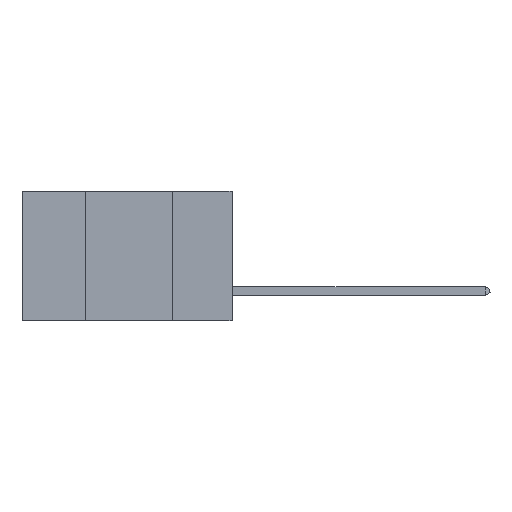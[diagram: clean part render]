
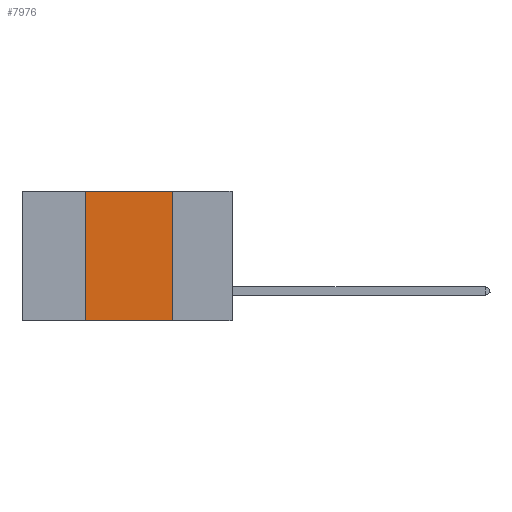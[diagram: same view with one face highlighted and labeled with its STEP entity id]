
A CAD part, left-side view. The second image highlights one B-rep face of the part: STEP entity #7976.
In plain terms, the highlighted planar face has unit normal (-1, 0, 0).
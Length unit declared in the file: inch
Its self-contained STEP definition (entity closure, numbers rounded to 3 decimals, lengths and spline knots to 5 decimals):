
#320 = VERTEX_POINT ( 'NONE', #6821 ) ;
#2007 = VECTOR ( 'NONE', #14686, 39.37008 ) ;
#2124 = ORIENTED_EDGE ( 'NONE', *, *, #10805, .F. ) ;
#3590 = EDGE_CURVE ( 'NONE', #320, #10900, #10879, .T. ) ;
#4006 = CARTESIAN_POINT ( 'NONE',  ( 0., 0.6, -0.37 ) ) ;
#4426 = AXIS2_PLACEMENT_3D ( 'NONE', #21816, #20151, #11534 ) ;
#4626 = ORIENTED_EDGE ( 'NONE', *, *, #12693, .F. ) ;
#5929 = DIRECTION ( 'NONE',  ( 0., -1., 0. ) ) ;
#6360 = VERTEX_POINT ( 'NONE', #13556 ) ;
#6821 = CARTESIAN_POINT ( 'NONE',  ( 0., 0.42, -0.37 ) ) ;
#7954 = CARTESIAN_POINT ( 'NONE',  ( 0., 0.17, 0. ) ) ;
#7976 = ADVANCED_FACE ( 'NONE', ( #9427 ), #8026, .F. ) ;
#8026 = PLANE ( 'NONE',  #4426 ) ;
#9427 = FACE_OUTER_BOUND ( 'NONE', #21932, .T. ) ;
#10805 = EDGE_CURVE ( 'NONE', #10900, #14018, #14670, .T. ) ;
#10879 = LINE ( 'NONE', #11988, #15189 ) ;
#10900 = VERTEX_POINT ( 'NONE', #20531 ) ;
#11534 = DIRECTION ( 'NONE',  ( 0., 0., -1. ) ) ;
#11831 = VECTOR ( 'NONE', #5929, 39.37008 ) ;
#11919 = VECTOR ( 'NONE', #17885, 39.37008 ) ;
#11988 = CARTESIAN_POINT ( 'NONE',  ( 0., 0.42, 0. ) ) ;
#12693 = EDGE_CURVE ( 'NONE', #14018, #6360, #20786, .T. ) ;
#13362 = ORIENTED_EDGE ( 'NONE', *, *, #21510, .T. ) ;
#13417 = LINE ( 'NONE', #4006, #11831 ) ;
#13556 = CARTESIAN_POINT ( 'NONE',  ( 0., 0.17, -0.37 ) ) ;
#14000 = ORIENTED_EDGE ( 'NONE', *, *, #3590, .F. ) ;
#14018 = VERTEX_POINT ( 'NONE', #7954 ) ;
#14670 = LINE ( 'NONE', #20098, #2007 ) ;
#14686 = DIRECTION ( 'NONE',  ( 0., -1., 0. ) ) ;
#15189 = VECTOR ( 'NONE', #18515, 39.37008 ) ;
#17885 = DIRECTION ( 'NONE',  ( 0., 0., -1. ) ) ;
#18515 = DIRECTION ( 'NONE',  ( 0., 0., 1. ) ) ;
#19435 = CARTESIAN_POINT ( 'NONE',  ( 0., 0.17, 0. ) ) ;
#20098 = CARTESIAN_POINT ( 'NONE',  ( 0., 0.6, 0. ) ) ;
#20151 = DIRECTION ( 'NONE',  ( 1., 0., 0. ) ) ;
#20531 = CARTESIAN_POINT ( 'NONE',  ( 0., 0.42, 0. ) ) ;
#20786 = LINE ( 'NONE', #19435, #11919 ) ;
#21510 = EDGE_CURVE ( 'NONE', #320, #6360, #13417, .T. ) ;
#21816 = CARTESIAN_POINT ( 'NONE',  ( 0., 0.6, 0. ) ) ;
#21932 = EDGE_LOOP ( 'NONE', ( #4626, #2124, #14000, #13362 ) ) ;
